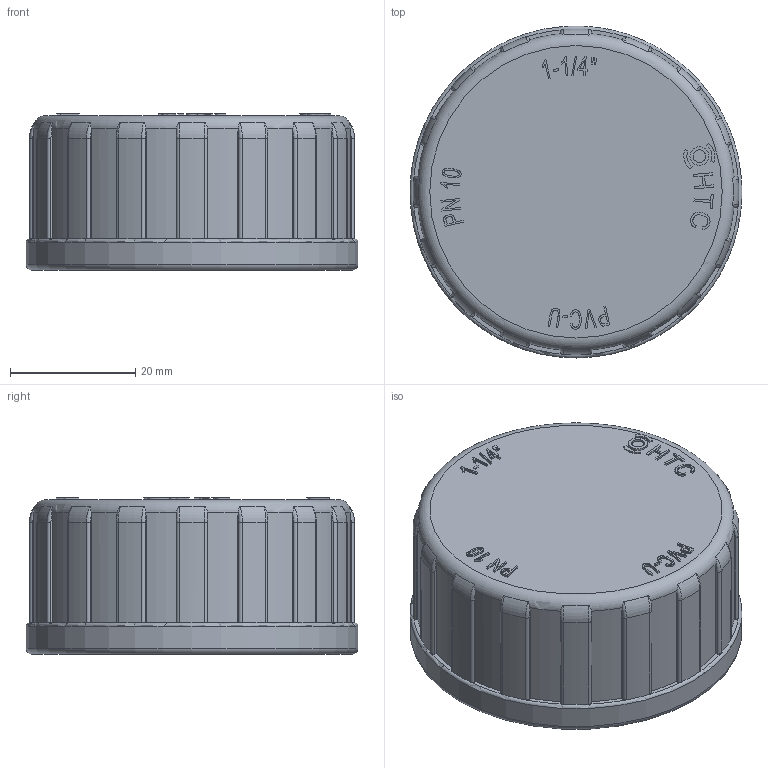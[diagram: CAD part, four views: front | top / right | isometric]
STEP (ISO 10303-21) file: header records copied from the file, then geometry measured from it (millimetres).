
FILE_DESCRIPTION(/* description */ (''),/* implementation_level */ '2;1');
FILE_NAME(/* name */ '1-1÷4寸堵头.stp',/* time_stamp */ '2023-12-25T15:19:10+08:00',/* author */ (''),/* organization */ (''),/* preprocessor_version */ 'ST-DEVELOPER v16',/* originating_system */ 'SIEMENS PLM Software NX 10.0',/* authorisation */ '');
FILE_SCHEMA (('AUTOMOTIVE_DESIGN { 1 0 10303 214 3 1 1 1 }'));
Length unit declared in the file: millimetre
Products named in the file (1): gelv17145EDF74wx
Bounding box: 53 x 53 x 25 mm (x, y, z)
Volume: 24527.9 mm3; surface area: 13034.4 mm2
Topology: 1 solids, 1 shells, 403 faces, 1046 edges, 675 vertices
Faces by surface type: plane 193, cylinder 81, extrusion 71, bspline 37, torus 19, cone 2
Full cylindrical faces by diameter (mm): 2 x1, 3 x1, 41.91 x8, 53 x1
Entity records: 17465 total; most frequent: CARTESIAN_POINT 8818, ORIENTED_EDGE 2022, DIRECTION 1343, EDGE_CURVE 1011, VERTEX_POINT 657, B_SPLINE_CURVE_WITH_KNOTS 571, AXIS2_PLACEMENT_3D 473, EDGE_LOOP 434
